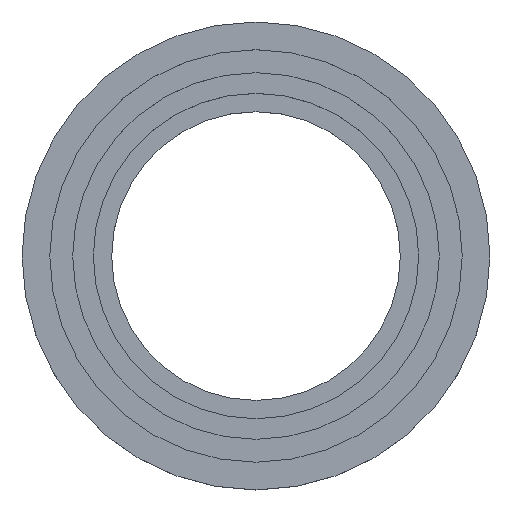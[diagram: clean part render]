
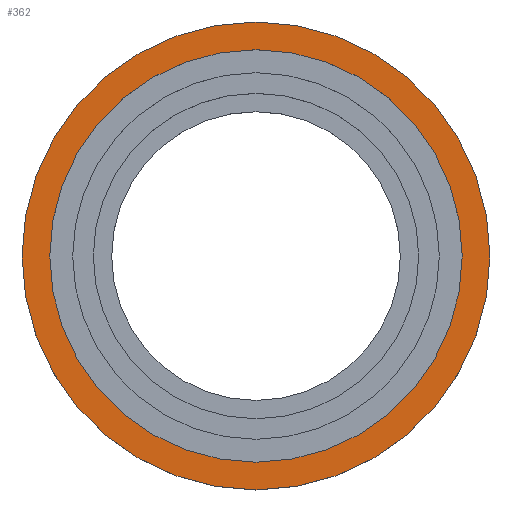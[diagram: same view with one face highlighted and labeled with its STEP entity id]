
A CAD part, top view. The second image highlights one B-rep face of the part: STEP entity #362.
In plain terms, the highlighted planar face has unit normal (0, 0, 1).
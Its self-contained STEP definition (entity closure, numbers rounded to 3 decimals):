
#14 = CARTESIAN_POINT ( 'NONE',  ( 0., 0., 0. ) ) ;
#34 = FACE_BOUND ( 'NONE', #148, .T. ) ;
#40 = VERTEX_POINT ( 'NONE', #234 ) ;
#49 = AXIS2_PLACEMENT_3D ( 'NONE', #14, #193, #352 ) ;
#65 = ORIENTED_EDGE ( 'NONE', *, *, #687, .F. ) ;
#87 = DIRECTION ( 'NONE',  ( 1., 0., 0. ) ) ;
#99 = PLANE ( 'NONE',  #520 ) ;
#136 = VERTEX_POINT ( 'NONE', #517 ) ;
#148 = EDGE_LOOP ( 'NONE', ( #65, #382 ) ) ;
#149 = DIRECTION ( 'NONE',  ( 0., 0., -1. ) ) ;
#193 = DIRECTION ( 'NONE',  ( 0., 0., 1. ) ) ;
#208 = CARTESIAN_POINT ( 'NONE',  ( 0., 450., 0. ) ) ;
#216 = AXIS2_PLACEMENT_3D ( 'NONE', #588, #702, #604 ) ;
#234 = CARTESIAN_POINT ( 'NONE',  ( -450., 0., 0. ) ) ;
#266 = EDGE_CURVE ( 'NONE', #40, #299, #450, .T. ) ;
#291 = ORIENTED_EDGE ( 'NONE', *, *, #337, .T. ) ;
#299 = VERTEX_POINT ( 'NONE', #421 ) ;
#332 = DIRECTION ( 'NONE',  ( 0., 0., 1. ) ) ;
#337 = EDGE_CURVE ( 'NONE', #299, #40, #339, .T. ) ;
#339 = CIRCLE ( 'NONE', #436, 450. ) ;
#348 = EDGE_CURVE ( 'NONE', #363, #136, #583, .T. ) ;
#352 = DIRECTION ( 'NONE',  ( 1., 0., 0. ) ) ;
#362 = ADVANCED_FACE ( 'NONE', ( #34, #664 ), #99, .F. ) ;
#363 = VERTEX_POINT ( 'NONE', #431 ) ;
#376 = CARTESIAN_POINT ( 'NONE',  ( 0., 0., 0. ) ) ;
#382 = ORIENTED_EDGE ( 'NONE', *, *, #348, .F. ) ;
#405 = AXIS2_PLACEMENT_3D ( 'NONE', #616, #332, #413 ) ;
#413 = DIRECTION ( 'NONE',  ( 1., 0., 0. ) ) ;
#421 = CARTESIAN_POINT ( 'NONE',  ( 450., 0., 0. ) ) ;
#431 = CARTESIAN_POINT ( 'NONE',  ( -396.7, 0., 0. ) ) ;
#436 = AXIS2_PLACEMENT_3D ( 'NONE', #376, #718, #87 ) ;
#450 = CIRCLE ( 'NONE', #49, 450. ) ;
#491 = DIRECTION ( 'NONE',  ( -1., 0., 0. ) ) ;
#517 = CARTESIAN_POINT ( 'NONE',  ( 396.7, 0., 0. ) ) ;
#520 = AXIS2_PLACEMENT_3D ( 'NONE', #208, #149, #491 ) ;
#583 = CIRCLE ( 'NONE', #216, 396.7 ) ;
#588 = CARTESIAN_POINT ( 'NONE',  ( 0., 0., 0. ) ) ;
#603 = ORIENTED_EDGE ( 'NONE', *, *, #266, .T. ) ;
#604 = DIRECTION ( 'NONE',  ( 1., 0., 0. ) ) ;
#616 = CARTESIAN_POINT ( 'NONE',  ( 0., 0., 0. ) ) ;
#634 = CIRCLE ( 'NONE', #405, 396.7 ) ;
#664 = FACE_OUTER_BOUND ( 'NONE', #699, .T. ) ;
#687 = EDGE_CURVE ( 'NONE', #136, #363, #634, .T. ) ;
#699 = EDGE_LOOP ( 'NONE', ( #291, #603 ) ) ;
#702 = DIRECTION ( 'NONE',  ( 0., 0., 1. ) ) ;
#718 = DIRECTION ( 'NONE',  ( 0., 0., 1. ) ) ;
